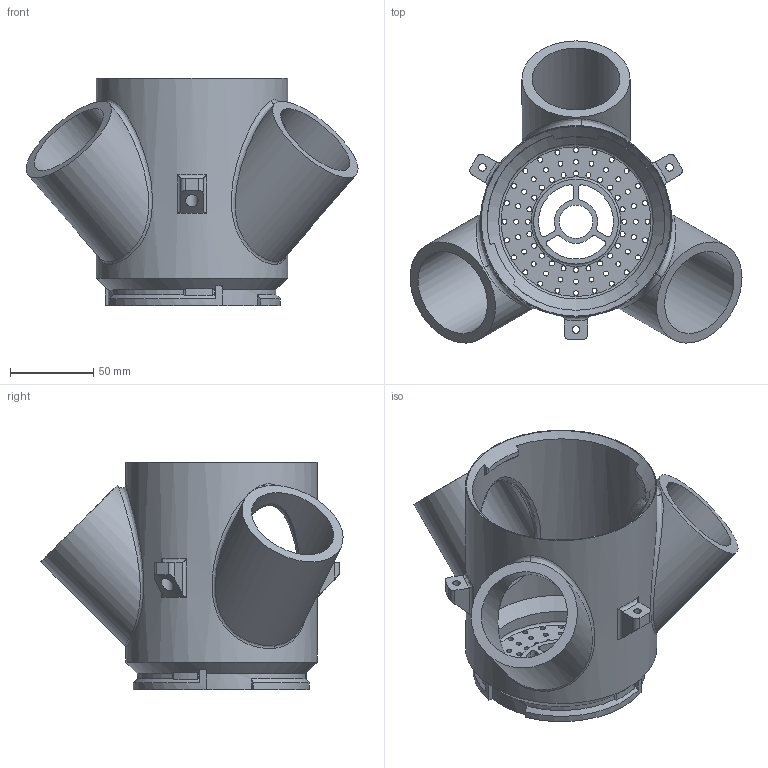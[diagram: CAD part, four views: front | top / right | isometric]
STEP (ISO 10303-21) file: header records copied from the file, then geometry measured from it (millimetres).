
FILE_DESCRIPTION(/* description */ ('STEP AP203'),/* implementation_level */ '2;1');
FILE_NAME(/* name */ 'ModularPlanting3WayDiffuser v1.step',/* time_stamp */ '2025-06-01T02:22:52-03:00',/* author */ (''),/* organization */ (''),/* preprocessor_version */ 'ST-DEVELOPER v20.1',/* originating_system */ 'Autodesk Translation Framework v14.4.0.0',/* authorisation */ '');
FILE_SCHEMA (('AUTOMOTIVE_DESIGN { 1 0 10303 214 3 1 1 }'));
Length unit declared in the file: millimetre
Products named in the file (1): 3-Way_Planting_Module
Bounding box: 199.58 x 181.7 x 136.5 mm (x, y, z)
Volume: 328487.5 mm3; surface area: 144659.4 mm2
Topology: 1 solids, 1 shells, 215 faces, 629 edges, 423 vertices
Faces by surface type: cylinder 134, plane 52, cone 15, bspline 9, torus 5
Full cylindrical faces by diameter (mm): 3 x72, 4.5 x3, 7.5 x3, 20 x1, 51 x1, 52.7 x3, 65 x3, 93 x1, 107 x1, 115 x1
Entity records: 10845 total; most frequent: CARTESIAN_POINT 4675, DIRECTION 1263, ORIENTED_EDGE 1258, EDGE_CURVE 629, AXIS2_PLACEMENT_3D 504, VERTEX_POINT 423, EDGE_LOOP 386, CIRCLE 297
